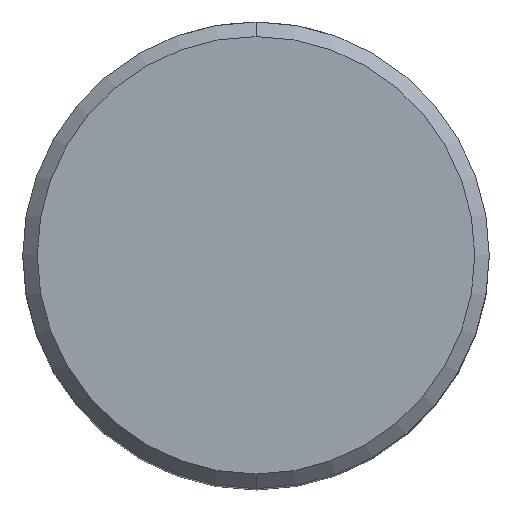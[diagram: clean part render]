
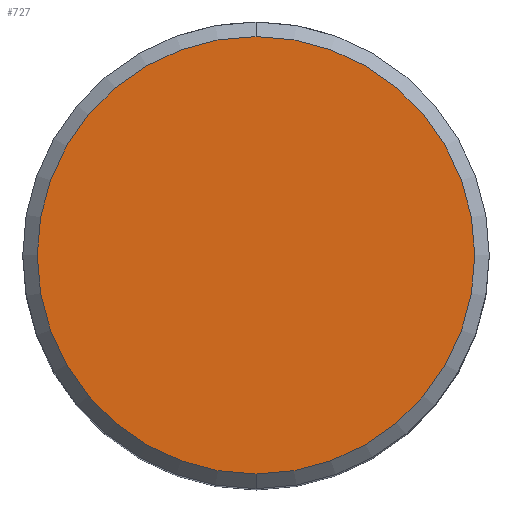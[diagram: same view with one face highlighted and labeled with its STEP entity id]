
A CAD part, top view. The second image highlights one B-rep face of the part: STEP entity #727.
In plain terms, the highlighted planar face has unit normal (0, 0, 1).
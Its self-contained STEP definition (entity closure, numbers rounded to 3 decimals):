
#659=VERTEX_POINT('',#1303);
#727=ADVANCED_FACE('',(#1376),#1377,.T.);
#841=EDGE_CURVE('',#915,#659,#1499,.T.);
#895=EDGE_CURVE('',#659,#915,#1559,.T.);
#915=VERTEX_POINT('',#1581);
#1303=CARTESIAN_POINT('',(0.0,15.0,0.0));
#1376=FACE_OUTER_BOUND('',#7963,.T.);
#1377=PLANE('',#7964);
#1499=CIRCLE('',#8560,15.0);
#1559=CIRCLE('',#10328,15.0);
#1581=CARTESIAN_POINT('',(0.,-15.0,0.0));
#7963=EDGE_LOOP('',(#10833,#10834));
#7964=AXIS2_PLACEMENT_3D('',#10835,#10836,#10837);
#8560=AXIS2_PLACEMENT_3D('',#10948,#10949,#10950);
#10328=AXIS2_PLACEMENT_3D('',#11018,#11019,#11020);
#10833=ORIENTED_EDGE('',*,*,#895,.F.);
#10834=ORIENTED_EDGE('',*,*,#841,.F.);
#10835=CARTESIAN_POINT('',(0.0,7.5,0.0));
#10836=DIRECTION('',(-0.0,0.0,1.0));
#10837=DIRECTION('',(0.0,-1.0,0.0));
#10948=CARTESIAN_POINT('',(0.0,0.0,0.0));
#10949=DIRECTION('',(0.0,0.0,-1.0));
#10950=DIRECTION('',(0.0,1.0,0.0));
#11018=CARTESIAN_POINT('',(0.0,0.0,0.0));
#11019=DIRECTION('',(0.0,0.0,-1.0));
#11020=DIRECTION('',(0.0,1.0,0.0));
